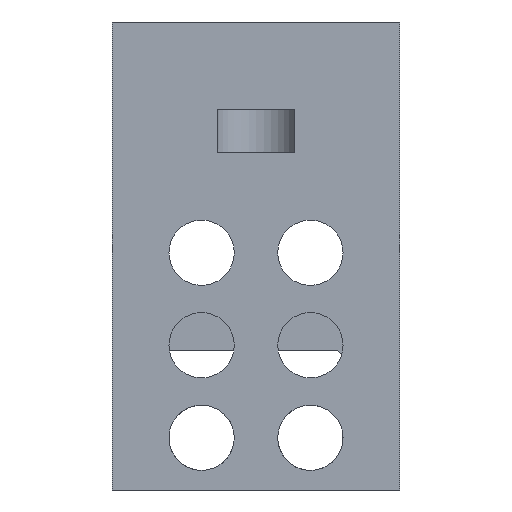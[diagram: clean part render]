
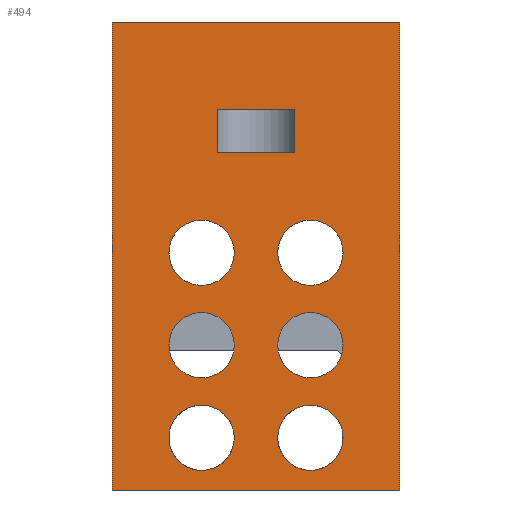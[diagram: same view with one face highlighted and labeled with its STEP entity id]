
A CAD part, front view. The second image highlights one B-rep face of the part: STEP entity #494.
In plain terms, the highlighted planar face has unit normal (0, -1, 0).
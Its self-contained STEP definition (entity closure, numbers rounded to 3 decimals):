
#207=CARTESIAN_POINT('',(-1.,-28.912,-18.096));
#208=VERTEX_POINT('',#207);
#209=CARTESIAN_POINT('',(-2.5,-28.912,-18.096));
#210=DIRECTION('',(0.0,-1.0,0.0));
#211=DIRECTION('',(-1.0,0.0,0.0));
#212=AXIS2_PLACEMENT_3D('',#209,#210,#211);
#213=CIRCLE('',#212,1.5);
#214=EDGE_CURVE('',#208,#208,#213,.T.);
#363=CARTESIAN_POINT('',(0.0,-28.912,-0.496));
#364=DIRECTION('',(0.0,-1.0,0.0));
#365=DIRECTION('',(0.0,0.0,-1.0));
#366=AXIS2_PLACEMENT_3D('',#363,#364,#365);
#367=PLANE('',#366);
#368=CARTESIAN_POINT('',(-6.604,-28.912,-20.496));
#369=VERTEX_POINT('',#368);
#370=CARTESIAN_POINT('',(6.604,-28.912,-20.496));
#371=VERTEX_POINT('',#370);
#372=CARTESIAN_POINT('',(-6.604,-28.912,-20.496));
#373=DIRECTION('',(1.0,0.0,0.0));
#374=VECTOR('',#373,13.208);
#375=LINE('',#372,#374);
#376=EDGE_CURVE('',#369,#371,#375,.T.);
#377=ORIENTED_EDGE('',*,*,#376,.T.);
#378=CARTESIAN_POINT('',(6.604,-28.912,1.004));
#379=VERTEX_POINT('',#378);
#380=CARTESIAN_POINT('',(6.604,-28.912,1.004));
#381=DIRECTION('',(0.0,0.0,-1.0));
#382=VECTOR('',#381,21.5);
#383=LINE('',#380,#382);
#384=EDGE_CURVE('',#379,#371,#383,.T.);
#385=ORIENTED_EDGE('',*,*,#384,.F.);
#386=CARTESIAN_POINT('',(-6.604,-28.912,1.004));
#387=VERTEX_POINT('',#386);
#388=CARTESIAN_POINT('',(-6.604,-28.912,1.004));
#389=DIRECTION('',(1.0,0.0,0.0));
#390=VECTOR('',#389,13.208);
#391=LINE('',#388,#390);
#392=EDGE_CURVE('',#387,#379,#391,.T.);
#393=ORIENTED_EDGE('',*,*,#392,.F.);
#394=CARTESIAN_POINT('',(-6.604,-28.912,-20.496));
#395=DIRECTION('',(0.0,0.0,1.0));
#396=VECTOR('',#395,21.5);
#397=LINE('',#394,#396);
#398=EDGE_CURVE('',#369,#387,#397,.T.);
#399=ORIENTED_EDGE('',*,*,#398,.F.);
#400=EDGE_LOOP('',(#377,#385,#393,#399));
#401=FACE_OUTER_BOUND('',#400,.T.);
#402=CARTESIAN_POINT('',(4.,-28.912,-18.096));
#403=VERTEX_POINT('',#402);
#404=CARTESIAN_POINT('',(2.5,-28.912,-18.096));
#405=DIRECTION('',(0.0,-1.0,0.0));
#406=DIRECTION('',(-1.0,0.0,0.0));
#407=AXIS2_PLACEMENT_3D('',#404,#405,#406);
#408=CIRCLE('',#407,1.5);
#409=EDGE_CURVE('',#403,#403,#408,.T.);
#410=ORIENTED_EDGE('',*,*,#409,.F.);
#411=EDGE_LOOP('',(#410));
#412=FACE_BOUND('',#411,.T.);
#413=CARTESIAN_POINT('',(-1.,-28.912,-13.846));
#414=VERTEX_POINT('',#413);
#415=CARTESIAN_POINT('',(-2.5,-28.912,-13.846));
#416=DIRECTION('',(0.0,1.0,0.0));
#417=DIRECTION('',(-1.0,0.0,0.0));
#418=AXIS2_PLACEMENT_3D('',#415,#416,#417);
#419=CIRCLE('',#418,1.5);
#420=EDGE_CURVE('',#414,#414,#419,.T.);
#421=ORIENTED_EDGE('',*,*,#420,.T.);
#422=EDGE_LOOP('',(#421));
#423=FACE_BOUND('',#422,.T.);
#424=CARTESIAN_POINT('',(4.0,-28.912,-13.846));
#425=VERTEX_POINT('',#424);
#426=CARTESIAN_POINT('',(2.5,-28.912,-13.846));
#427=DIRECTION('',(0.0,1.0,0.0));
#428=DIRECTION('',(-1.0,0.0,0.0));
#429=AXIS2_PLACEMENT_3D('',#426,#427,#428);
#430=CIRCLE('',#429,1.5);
#431=EDGE_CURVE('',#425,#425,#430,.T.);
#432=ORIENTED_EDGE('',*,*,#431,.T.);
#433=EDGE_LOOP('',(#432));
#434=FACE_BOUND('',#433,.T.);
#435=CARTESIAN_POINT('',(4.0,-28.912,-9.596));
#436=VERTEX_POINT('',#435);
#437=CARTESIAN_POINT('',(2.5,-28.912,-9.596));
#438=DIRECTION('',(0.0,1.0,0.0));
#439=DIRECTION('',(-1.0,0.0,0.0));
#440=AXIS2_PLACEMENT_3D('',#437,#438,#439);
#441=CIRCLE('',#440,1.5);
#442=EDGE_CURVE('',#436,#436,#441,.T.);
#443=ORIENTED_EDGE('',*,*,#442,.T.);
#444=EDGE_LOOP('',(#443));
#445=FACE_BOUND('',#444,.T.);
#446=CARTESIAN_POINT('',(-1.,-28.912,-9.596));
#447=VERTEX_POINT('',#446);
#448=CARTESIAN_POINT('',(-2.5,-28.912,-9.596));
#449=DIRECTION('',(0.0,1.0,0.0));
#450=DIRECTION('',(-1.0,0.0,0.0));
#451=AXIS2_PLACEMENT_3D('',#448,#449,#450);
#452=CIRCLE('',#451,1.5);
#453=EDGE_CURVE('',#447,#447,#452,.T.);
#454=ORIENTED_EDGE('',*,*,#453,.T.);
#455=EDGE_LOOP('',(#454));
#456=FACE_BOUND('',#455,.T.);
#457=CARTESIAN_POINT('',(1.75,-28.912,-2.996));
#458=VERTEX_POINT('',#457);
#459=CARTESIAN_POINT('',(1.75,-28.912,-4.996));
#460=VERTEX_POINT('',#459);
#461=CARTESIAN_POINT('',(1.75,-28.912,-2.996));
#462=DIRECTION('',(0.0,0.0,-1.0));
#463=VECTOR('',#462,2.0);
#464=LINE('',#461,#463);
#465=EDGE_CURVE('',#458,#460,#464,.T.);
#466=ORIENTED_EDGE('',*,*,#465,.T.);
#467=CARTESIAN_POINT('',(-1.75,-28.912,-4.996));
#468=VERTEX_POINT('',#467);
#469=CARTESIAN_POINT('',(1.75,-28.912,-4.996));
#470=DIRECTION('',(-1.0,0.0,0.0));
#471=VECTOR('',#470,3.5);
#472=LINE('',#469,#471);
#473=EDGE_CURVE('',#460,#468,#472,.T.);
#474=ORIENTED_EDGE('',*,*,#473,.T.);
#475=CARTESIAN_POINT('',(-1.75,-28.912,-2.996));
#476=VERTEX_POINT('',#475);
#477=CARTESIAN_POINT('',(-1.75,-28.912,-4.996));
#478=DIRECTION('',(0.0,0.0,1.0));
#479=VECTOR('',#478,2.0);
#480=LINE('',#477,#479);
#481=EDGE_CURVE('',#468,#476,#480,.T.);
#482=ORIENTED_EDGE('',*,*,#481,.T.);
#483=CARTESIAN_POINT('',(-1.75,-28.912,-2.996));
#484=DIRECTION('',(1.0,0.0,0.0));
#485=VECTOR('',#484,3.5);
#486=LINE('',#483,#485);
#487=EDGE_CURVE('',#476,#458,#486,.T.);
#488=ORIENTED_EDGE('',*,*,#487,.T.);
#489=EDGE_LOOP('',(#466,#474,#482,#488));
#490=FACE_BOUND('',#489,.T.);
#491=ORIENTED_EDGE('',*,*,#214,.F.);
#492=EDGE_LOOP('',(#491));
#493=FACE_BOUND('',#492,.T.);
#494=ADVANCED_FACE('',(#401,#412,#423,#434,#445,#456,#490,#493),#367,.T.);
